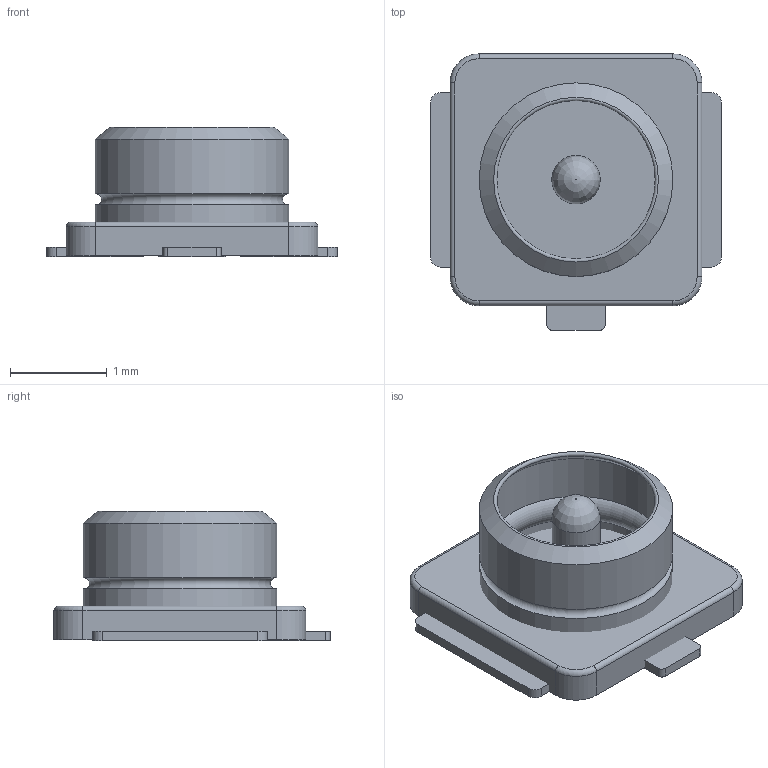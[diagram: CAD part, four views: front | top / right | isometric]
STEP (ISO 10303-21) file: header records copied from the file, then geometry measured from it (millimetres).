
FILE_DESCRIPTION(('FreeCAD Model'),'2;1');
FILE_NAME('Open CASCADE Shape Model','2022-02-17T16:22:38',('Author'),( ''),'Open CASCADE STEP processor 7.5','FreeCAD','Unknown');
FILE_SCHEMA(('AUTOMOTIVE_DESIGN { 1 0 10303 214 1 1 1 1 }'));
Length unit declared in the file: millimetre
Products named in the file (6): Part; Body; PinGND; PinSign; PinGND001; Sweep
Assembly tree (5 placements, depth 2):
  Part
    Body
    PinGND
    PinSign
    PinGND001
    Sweep
Bounding box: 3 x 2.85 x 1.34 mm (x, y, z)
Volume: 3.6 mm3; surface area: 42.9 mm2
Topology: 5 solids, 5 shells, 73 faces, 170 edges, 107 vertices
Faces by surface type: plane 39, cylinder 23, torus 7, revolution 2, cone 2
Full cylindrical faces by diameter (mm): 0.309 x1, 0.5 x1, 1.799 x2, 1.999 x2
Entity records: 4438 total; most frequent: CARTESIAN_POINT 754, DIRECTION 699, LINE 404, VECTOR 404, ORIENTED_EDGE 340, PCURVE 340, DEFINITIONAL_REPRESENTATION 340, EDGE_CURVE 170
